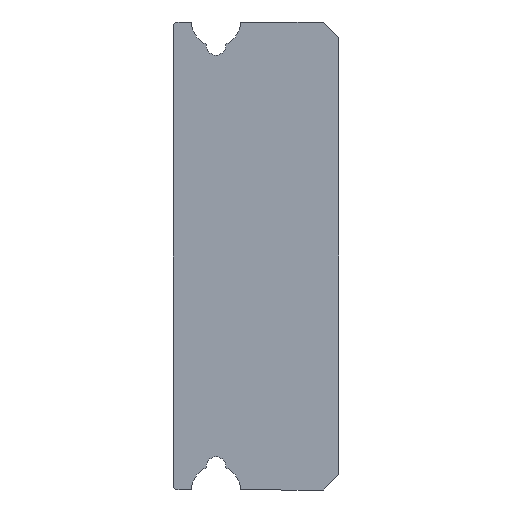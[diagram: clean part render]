
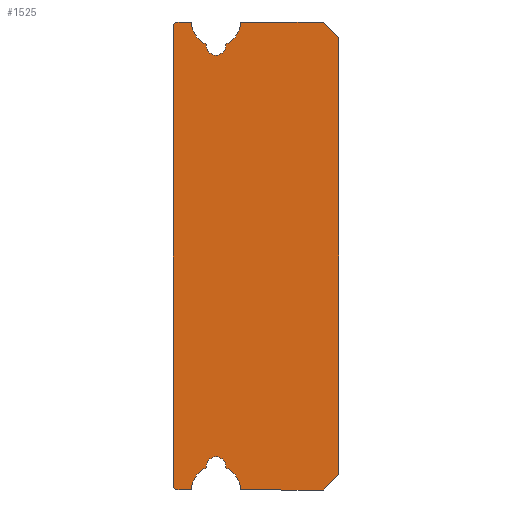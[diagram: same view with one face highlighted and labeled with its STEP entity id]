
A CAD part, left-side view. The second image highlights one B-rep face of the part: STEP entity #1525.
In plain terms, the highlighted planar face has unit normal (-1, 0, 0).
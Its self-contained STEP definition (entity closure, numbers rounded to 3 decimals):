
#27 = VERTEX_POINT ( 'NONE', #79 ) ;
#29 = VERTEX_POINT ( 'NONE', #81 ) ;
#31 = VERTEX_POINT ( 'NONE', #83 ) ;
#32 = VERTEX_POINT ( 'NONE', #84 ) ;
#37 = VERTEX_POINT ( 'NONE', #89 ) ;
#38 = VERTEX_POINT ( 'NONE', #90 ) ;
#41 = VERTEX_POINT ( 'NONE', #93 ) ;
#42 = VERTEX_POINT ( 'NONE', #94 ) ;
#44 = VERTEX_POINT ( 'NONE', #96 ) ;
#46 = VERTEX_POINT ( 'NONE', #98 ) ;
#48 = VERTEX_POINT ( 'NONE', #100 ) ;
#50 = VERTEX_POINT ( 'NONE', #108 ) ;
#51 = VERTEX_POINT ( 'NONE', #109 ) ;
#52 = VERTEX_POINT ( 'NONE', #110 ) ;
#53 = VERTEX_POINT ( 'NONE', #111 ) ;
#79 = CARTESIAN_POINT ( 'NONE',  ( -190., 5.05, 12. ) ) ;
#81 = CARTESIAN_POINT ( 'NONE',  ( -190., 0.8, 12. ) ) ;
#83 = CARTESIAN_POINT ( 'NONE',  ( -190., 7.55, -12. ) ) ;
#84 = CARTESIAN_POINT ( 'NONE',  ( -190., 8.25, -12. ) ) ;
#89 = CARTESIAN_POINT ( 'NONE',  ( -190., 8.25, 12. ) ) ;
#90 = CARTESIAN_POINT ( 'NONE',  ( -190., 7.55, 12. ) ) ;
#93 = CARTESIAN_POINT ( 'NONE',  ( -190., 8.5, -11.75 ) ) ;
#94 = CARTESIAN_POINT ( 'NONE',  ( -190., 8.5, 11.75 ) ) ;
#96 = CARTESIAN_POINT ( 'NONE',  ( -190., 5.05, -12. ) ) ;
#98 = CARTESIAN_POINT ( 'NONE',  ( -190., 0.8, -12. ) ) ;
#100 = CARTESIAN_POINT ( 'NONE',  ( -190., 0., -11.2 ) ) ;
#108 = CARTESIAN_POINT ( 'NONE',  ( -190., 0., 11.2 ) ) ;
#109 = CARTESIAN_POINT ( 'NONE',  ( -190., 6.797, -10.853 ) ) ;
#110 = CARTESIAN_POINT ( 'NONE',  ( -190., 5.803, -10.853 ) ) ;
#111 = CARTESIAN_POINT ( 'NONE',  ( -190., 5.803, 10.853 ) ) ;
#134 = CARTESIAN_POINT ( 'NONE',  ( -190., 8.5, -12. ) ) ;
#135 = DIRECTION ( 'NONE',  ( 0., 0., 1. ) ) ;
#156 = CARTESIAN_POINT ( 'NONE',  ( -190., 0., -11.2 ) ) ;
#158 = CARTESIAN_POINT ( 'NONE',  ( -190., 6.3, 10.8 ) ) ;
#159 = DIRECTION ( 'NONE',  ( 0., 0.707, -0.707 ) ) ;
#164 = CARTESIAN_POINT ( 'NONE',  ( -190., 0.8, -12. ) ) ;
#165 = DIRECTION ( 'NONE',  ( 0., 1., 0. ) ) ;
#166 = CARTESIAN_POINT ( 'NONE',  ( -190., 6.3, -12. ) ) ;
#167 = DIRECTION ( 'NONE',  ( 1., 0., 0. ) ) ;
#168 = DIRECTION ( 'NONE',  ( 0., 0., -1. ) ) ;
#172 = DIRECTION ( 'NONE',  ( 1., 0., 0. ) ) ;
#173 = DIRECTION ( 'NONE',  ( 0., 0., 1. ) ) ;
#294 = CARTESIAN_POINT ( 'NONE',  ( -190., 0.8, 12. ) ) ;
#303 = CARTESIAN_POINT ( 'NONE',  ( -190., 0.8, 12. ) ) ;
#304 = DIRECTION ( 'NONE',  ( 0., -1., 0. ) ) ;
#306 = DIRECTION ( 'NONE',  ( 0., -1., 0. ) ) ;
#309 = CARTESIAN_POINT ( 'NONE',  ( -190., 0.8, -12. ) ) ;
#316 = DIRECTION ( 'NONE',  ( 0., 1., 0. ) ) ;
#324 = DIRECTION ( 'NONE',  ( -1., 0., 0. ) ) ;
#327 = CARTESIAN_POINT ( 'NONE',  ( -190., 8.25, -11.75 ) ) ;
#328 = DIRECTION ( 'NONE',  ( 0., 0., -1. ) ) ;
#329 = CARTESIAN_POINT ( 'NONE',  ( -190., 8.25, 11.75 ) ) ;
#330 = CARTESIAN_POINT ( 'NONE',  ( -190., 0., 11.2 ) ) ;
#331 = DIRECTION ( 'NONE',  ( 0., -0.707, -0.707 ) ) ;
#332 = CARTESIAN_POINT ( 'NONE',  ( -190., 6.3, -12. ) ) ;
#333 = CARTESIAN_POINT ( 'NONE',  ( -190., 6.3, -10.8 ) ) ;
#334 = DIRECTION ( 'NONE',  ( 1., 0., 0. ) ) ;
#335 = DIRECTION ( 'NONE',  ( 0., 0., -1. ) ) ;
#338 = CARTESIAN_POINT ( 'NONE',  ( -190., 6.3, 12. ) ) ;
#339 = DIRECTION ( 'NONE',  ( -1., 0., 0. ) ) ;
#340 = DIRECTION ( 'NONE',  ( 0., 0., -1. ) ) ;
#341 = CARTESIAN_POINT ( 'NONE',  ( -190., 6.3, 12. ) ) ;
#342 = DIRECTION ( 'NONE',  ( 1., 0., 0. ) ) ;
#343 = DIRECTION ( 'NONE',  ( 0., 0., -1. ) ) ;
#344 = CARTESIAN_POINT ( 'NONE',  ( -190., 6.3, 10.8 ) ) ;
#345 = DIRECTION ( 'NONE',  ( 1., 0., 0. ) ) ;
#346 = DIRECTION ( 'NONE',  ( 0., 0., 1. ) ) ;
#348 = DIRECTION ( 'NONE',  ( 1., 0., 0. ) ) ;
#349 = DIRECTION ( 'NONE',  ( 0., 0., 1. ) ) ;
#351 = DIRECTION ( 'NONE',  ( 1., 0., 0. ) ) ;
#352 = DIRECTION ( 'NONE',  ( 0., 0., 1. ) ) ;
#358 = AXIS2_PLACEMENT_3D ( 'NONE', #338, #345, #346 ) ;
#359 = AXIS2_PLACEMENT_3D ( 'NONE', #344, #351, #352 ) ;
#360 = AXIS2_PLACEMENT_3D ( 'NONE', #341, #348, #349 ) ;
#405 = AXIS2_PLACEMENT_3D ( 'NONE', #590, #600, #601 ) ;
#506 = CARTESIAN_POINT ( 'NONE',  ( -190., 6.3, 10.3 ) ) ;
#507 = CARTESIAN_POINT ( 'NONE',  ( -190., 6.797, 10.853 ) ) ;
#590 = CARTESIAN_POINT ( 'NONE',  ( -190., 0., 12. ) ) ;
#595 = PLANE ( 'NONE',  #405 ) ;
#600 = DIRECTION ( 'NONE',  ( 1., 0., 0. ) ) ;
#601 = DIRECTION ( 'NONE',  ( 0., 0., -1. ) ) ;
#670 = CARTESIAN_POINT ( 'NONE',  ( -190., 0., -11.2 ) ) ;
#671 = DIRECTION ( 'NONE',  ( 0., 0., -1. ) ) ;
#707 = EDGE_CURVE ( 'NONE', #41, #42, #1170, .T. ) ;
#716 = EDGE_CURVE ( 'NONE', #48, #46, #1180, .T. ) ;
#719 = EDGE_CURVE ( 'NONE', #46, #44, #1189, .T. ) ;
#720 = EDGE_CURVE ( 'NONE', #31, #51, #1193, .T. ) ;
#745 = EDGE_LOOP ( 'NONE', ( #1000, #1001, #1002, #1003, #1004, #1005, #1006, #1007, #1008, #1009, #1010, #1011, #1012, #1013, #1014, #1015, #1016 ) ) ;
#758 = EDGE_CURVE ( 'NONE', #1489, #1491, #1196, .T. ) ;
#813 = EDGE_CURVE ( 'NONE', #37, #38, #1283, .T. ) ;
#814 = EDGE_CURVE ( 'NONE', #27, #29, #1279, .T. ) ;
#819 = EDGE_CURVE ( 'NONE', #31, #32, #1277, .T. ) ;
#825 = AXIS2_PLACEMENT_3D ( 'NONE', #327, #324, #328 ) ;
#834 = EDGE_CURVE ( 'NONE', #41, #32, #1308, .T. ) ;
#835 = EDGE_CURVE ( 'NONE', #29, #50, #1306, .T. ) ;
#836 = EDGE_CURVE ( 'NONE', #52, #44, #1309, .T. ) ;
#838 = EDGE_CURVE ( 'NONE', #37, #42, #1310, .T. ) ;
#839 = EDGE_CURVE ( 'NONE', #51, #52, #1311, .T. ) ;
#840 = EDGE_CURVE ( 'NONE', #27, #53, #1312, .T. ) ;
#841 = EDGE_CURVE ( 'NONE', #1491, #38, #1313, .T. ) ;
#842 = EDGE_CURVE ( 'NONE', #53, #1489, #1314, .T. ) ;
#874 = AXIS2_PLACEMENT_3D ( 'NONE', #166, #167, #168 ) ;
#875 = AXIS2_PLACEMENT_3D ( 'NONE', #158, #172, #173 ) ;
#887 = AXIS2_PLACEMENT_3D ( 'NONE', #333, #342, #343 ) ;
#1000 = ORIENTED_EDGE ( 'NONE', *, *, #707, .F. ) ;
#1001 = ORIENTED_EDGE ( 'NONE', *, *, #834, .T. ) ;
#1002 = ORIENTED_EDGE ( 'NONE', *, *, #819, .F. ) ;
#1003 = ORIENTED_EDGE ( 'NONE', *, *, #720, .T. ) ;
#1004 = ORIENTED_EDGE ( 'NONE', *, *, #839, .T. ) ;
#1005 = ORIENTED_EDGE ( 'NONE', *, *, #836, .T. ) ;
#1006 = ORIENTED_EDGE ( 'NONE', *, *, #719, .F. ) ;
#1007 = ORIENTED_EDGE ( 'NONE', *, *, #716, .F. ) ;
#1008 = ORIENTED_EDGE ( 'NONE', *, *, #1551, .F. ) ;
#1009 = ORIENTED_EDGE ( 'NONE', *, *, #835, .F. ) ;
#1010 = ORIENTED_EDGE ( 'NONE', *, *, #814, .F. ) ;
#1011 = ORIENTED_EDGE ( 'NONE', *, *, #840, .T. ) ;
#1012 = ORIENTED_EDGE ( 'NONE', *, *, #842, .T. ) ;
#1013 = ORIENTED_EDGE ( 'NONE', *, *, #758, .T. ) ;
#1014 = ORIENTED_EDGE ( 'NONE', *, *, #841, .T. ) ;
#1015 = ORIENTED_EDGE ( 'NONE', *, *, #813, .F. ) ;
#1016 = ORIENTED_EDGE ( 'NONE', *, *, #838, .T. ) ;
#1170 = LINE ( 'NONE', #134, #1171 ) ;
#1171 = VECTOR ( 'NONE', #135, 1000. ) ;
#1180 = LINE ( 'NONE', #156, #1183 ) ;
#1183 = VECTOR ( 'NONE', #159, 1000. ) ;
#1189 = LINE ( 'NONE', #164, #1190 ) ;
#1190 = VECTOR ( 'NONE', #165, 1000. ) ;
#1193 = CIRCLE ( 'NONE', #874, 1.25 ) ;
#1196 = CIRCLE ( 'NONE', #875, 0.5 ) ;
#1277 = LINE ( 'NONE', #309, #1295 ) ;
#1279 = LINE ( 'NONE', #294, #1285 ) ;
#1283 = LINE ( 'NONE', #303, #1284 ) ;
#1284 = VECTOR ( 'NONE', #304, 1000. ) ;
#1285 = VECTOR ( 'NONE', #306, 1000. ) ;
#1295 = VECTOR ( 'NONE', #316, 1000. ) ;
#1306 = LINE ( 'NONE', #330, #1307 ) ;
#1307 = VECTOR ( 'NONE', #331, 1000. ) ;
#1308 = CIRCLE ( 'NONE', #825, 0.25 ) ;
#1309 = CIRCLE ( 'NONE', #1545, 1.25 ) ;
#1310 = CIRCLE ( 'NONE', #1480, 0.25 ) ;
#1311 = CIRCLE ( 'NONE', #887, 0.5 ) ;
#1312 = CIRCLE ( 'NONE', #358, 1.25 ) ;
#1313 = CIRCLE ( 'NONE', #360, 1.25 ) ;
#1314 = CIRCLE ( 'NONE', #359, 0.5 ) ;
#1390 = FACE_OUTER_BOUND ( 'NONE', #745, .T. ) ;
#1433 = LINE ( 'NONE', #670, #1434 ) ;
#1434 = VECTOR ( 'NONE', #671, 1000. ) ;
#1480 = AXIS2_PLACEMENT_3D ( 'NONE', #329, #339, #340 ) ;
#1489 = VERTEX_POINT ( 'NONE', #506 ) ;
#1491 = VERTEX_POINT ( 'NONE', #507 ) ;
#1525 = ADVANCED_FACE ( 'NONE', ( #1390 ), #595, .F. ) ;
#1545 = AXIS2_PLACEMENT_3D ( 'NONE', #332, #334, #335 ) ;
#1551 = EDGE_CURVE ( 'NONE', #50, #48, #1433, .T. ) ;
